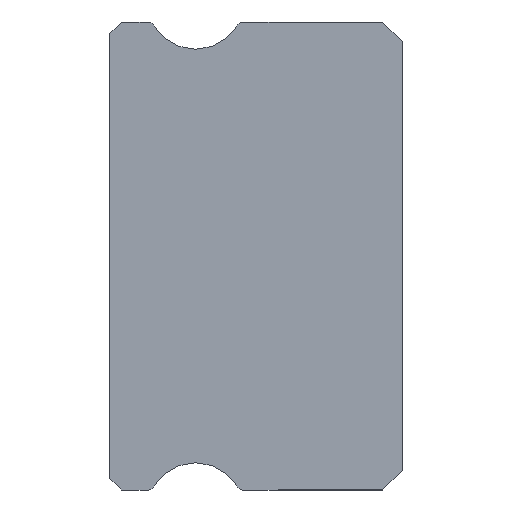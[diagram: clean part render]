
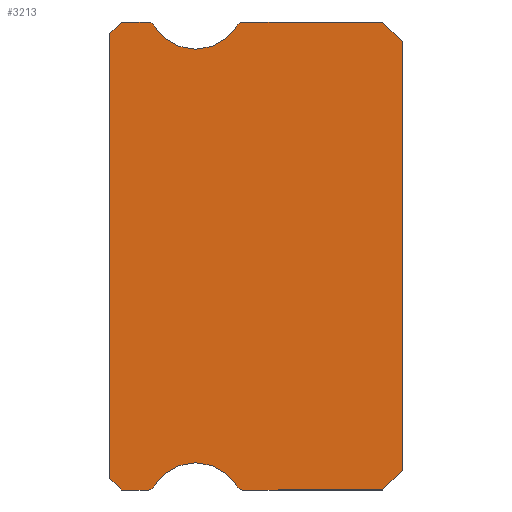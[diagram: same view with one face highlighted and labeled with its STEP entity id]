
A CAD part, left-side view. The second image highlights one B-rep face of the part: STEP entity #3213.
In plain terms, the highlighted planar face has unit normal (-1, 0, 0).
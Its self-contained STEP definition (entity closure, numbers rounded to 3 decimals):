
#11 = CARTESIAN_POINT ( 'NONE',  ( -10., 0.5, -6. ) ) ;
#39 = CARTESIAN_POINT ( 'NONE',  ( -10., 0., 5.5 ) ) ;
#233 = EDGE_LOOP ( 'NONE', ( #5798, #1781, #6315, #3941, #5564, #5311, #4026, #2059, #4814, #6418, #5944, #7449, #2295, #7085, #395, #431, #6210 ) ) ;
#239 = VERTEX_POINT ( 'NONE', #1825 ) ;
#268 = LINE ( 'NONE', #7590, #1456 ) ;
#290 = LINE ( 'NONE', #4004, #6338 ) ;
#294 = EDGE_CURVE ( 'NONE', #2694, #4393, #290, .T. ) ;
#341 = CARTESIAN_POINT ( 'NONE',  ( -10., 6.383, -5.925 ) ) ;
#379 = VECTOR ( 'NONE', #7841, 1000. ) ;
#395 = ORIENTED_EDGE ( 'NONE', *, *, #3349, .F. ) ;
#431 = ORIENTED_EDGE ( 'NONE', *, *, #6712, .F. ) ;
#514 = DIRECTION ( 'NONE',  ( 1., 0., 0. ) ) ;
#565 = DIRECTION ( 'NONE',  ( 0., 1., 0. ) ) ;
#649 = CIRCLE ( 'NONE', #7408, 1.25 ) ;
#720 = DIRECTION ( 'NONE',  ( 0., -1., 0. ) ) ;
#743 = CIRCLE ( 'NONE', #1878, 0.15 ) ;
#842 = CARTESIAN_POINT ( 'NONE',  ( -10., 4.088, -6. ) ) ;
#1005 = FACE_OUTER_BOUND ( 'NONE', #233, .T. ) ;
#1045 = PLANE ( 'NONE',  #1337 ) ;
#1127 = DIRECTION ( 'NONE',  ( 0., 0., 1. ) ) ;
#1152 = LINE ( 'NONE', #3618, #6860 ) ;
#1167 = LINE ( 'NONE', #1198, #379 ) ;
#1181 = VECTOR ( 'NONE', #3830, 1000. ) ;
#1198 = CARTESIAN_POINT ( 'NONE',  ( -10., 0.5, 6. ) ) ;
#1254 = CIRCLE ( 'NONE', #2921, 1.25 ) ;
#1297 = EDGE_CURVE ( 'NONE', #2936, #3117, #1152, .T. ) ;
#1317 = VERTEX_POINT ( 'NONE', #5988 ) ;
#1337 = AXIS2_PLACEMENT_3D ( 'NONE', #5307, #7681, #6582 ) ;
#1456 = VECTOR ( 'NONE', #2100, 1000. ) ;
#1598 = AXIS2_PLACEMENT_3D ( 'NONE', #5408, #514, #4277 ) ;
#1637 = VERTEX_POINT ( 'NONE', #5982 ) ;
#1661 = CARTESIAN_POINT ( 'NONE',  ( -10., 7.5, 5.85 ) ) ;
#1779 = VECTOR ( 'NONE', #720, 1000. ) ;
#1781 = ORIENTED_EDGE ( 'NONE', *, *, #1900, .F. ) ;
#1789 = DIRECTION ( 'NONE',  ( 0., 0., -1. ) ) ;
#1795 = CARTESIAN_POINT ( 'NONE',  ( -10., 7.2, -6. ) ) ;
#1809 = CARTESIAN_POINT ( 'NONE',  ( -10., 5.3, 6.55 ) ) ;
#1825 = CARTESIAN_POINT ( 'NONE',  ( -10., 6.383, 5.925 ) ) ;
#1859 = LINE ( 'NONE', #1795, #2920 ) ;
#1878 = AXIS2_PLACEMENT_3D ( 'NONE', #5473, #4153, #2541 ) ;
#1900 = EDGE_CURVE ( 'NONE', #3748, #3282, #4670, .T. ) ;
#2052 = CARTESIAN_POINT ( 'NONE',  ( -10., 6.512, 5.85 ) ) ;
#2059 = ORIENTED_EDGE ( 'NONE', *, *, #2814, .F. ) ;
#2071 = CARTESIAN_POINT ( 'NONE',  ( -10., 6.512, -6. ) ) ;
#2100 = DIRECTION ( 'NONE',  ( 0., 0.707, -0.707 ) ) ;
#2295 = ORIENTED_EDGE ( 'NONE', *, *, #4703, .F. ) ;
#2532 = AXIS2_PLACEMENT_3D ( 'NONE', #2567, #2610, #3277 ) ;
#2541 = DIRECTION ( 'NONE',  ( 0., 0., -1. ) ) ;
#2543 = LINE ( 'NONE', #4289, #1779 ) ;
#2545 = DIRECTION ( 'NONE',  ( 0., 0., -1. ) ) ;
#2567 = CARTESIAN_POINT ( 'NONE',  ( -10., 4.088, 5.85 ) ) ;
#2577 = EDGE_CURVE ( 'NONE', #1317, #4543, #268, .T. ) ;
#2610 = DIRECTION ( 'NONE',  ( 1., 0., 0. ) ) ;
#2624 = EDGE_CURVE ( 'NONE', #4884, #6517, #4386, .T. ) ;
#2689 = DIRECTION ( 'NONE',  ( 1., 0., 0. ) ) ;
#2694 = VERTEX_POINT ( 'NONE', #4849 ) ;
#2814 = EDGE_CURVE ( 'NONE', #4543, #5539, #5066, .T. ) ;
#2920 = VECTOR ( 'NONE', #6135, 1000. ) ;
#2921 = AXIS2_PLACEMENT_3D ( 'NONE', #4346, #3758, #6191 ) ;
#2936 = VERTEX_POINT ( 'NONE', #7184 ) ;
#3117 = VERTEX_POINT ( 'NONE', #3874 ) ;
#3211 = CARTESIAN_POINT ( 'NONE',  ( -10., 0., 5.5 ) ) ;
#3213 = ADVANCED_FACE ( 'NONE', ( #1005 ), #1045, .F. ) ;
#3277 = DIRECTION ( 'NONE',  ( 0., 0., -1. ) ) ;
#3282 = VERTEX_POINT ( 'NONE', #5352 ) ;
#3349 = EDGE_CURVE ( 'NONE', #239, #4614, #4900, .T. ) ;
#3467 = AXIS2_PLACEMENT_3D ( 'NONE', #2052, #2689, #6959 ) ;
#3618 = CARTESIAN_POINT ( 'NONE',  ( -10., 7.2, 6. ) ) ;
#3742 = DIRECTION ( 'NONE',  ( -1., 0., 0. ) ) ;
#3748 = VERTEX_POINT ( 'NONE', #6887 ) ;
#3758 = DIRECTION ( 'NONE',  ( -1., 0., 0. ) ) ;
#3830 = DIRECTION ( 'NONE',  ( 0., 0., 1. ) ) ;
#3874 = CARTESIAN_POINT ( 'NONE',  ( -10., 7.2, 6. ) ) ;
#3941 = ORIENTED_EDGE ( 'NONE', *, *, #4187, .T. ) ;
#3992 = VERTEX_POINT ( 'NONE', #39 ) ;
#4004 = CARTESIAN_POINT ( 'NONE',  ( -10., 6.512, 6. ) ) ;
#4024 = VECTOR ( 'NONE', #6269, 1000. ) ;
#4026 = ORIENTED_EDGE ( 'NONE', *, *, #6068, .F. ) ;
#4027 = AXIS2_PLACEMENT_3D ( 'NONE', #1809, #3742, #2545 ) ;
#4153 = DIRECTION ( 'NONE',  ( 1., 0., 0. ) ) ;
#4166 = DIRECTION ( 'NONE',  ( -1., 0., 0. ) ) ;
#4187 = EDGE_CURVE ( 'NONE', #1637, #6517, #2543, .T. ) ;
#4277 = DIRECTION ( 'NONE',  ( 0., 0., -1. ) ) ;
#4289 = CARTESIAN_POINT ( 'NONE',  ( -10., 6.512, -6. ) ) ;
#4311 = CARTESIAN_POINT ( 'NONE',  ( -10., 7.5, 5.7 ) ) ;
#4346 = CARTESIAN_POINT ( 'NONE',  ( -10., 5.3, -6.55 ) ) ;
#4347 = DIRECTION ( 'NONE',  ( 0., 0.707, -0.707 ) ) ;
#4386 = CIRCLE ( 'NONE', #1598, 0.15 ) ;
#4393 = VERTEX_POINT ( 'NONE', #4646 ) ;
#4543 = VERTEX_POINT ( 'NONE', #11 ) ;
#4614 = VERTEX_POINT ( 'NONE', #7215 ) ;
#4624 = EDGE_CURVE ( 'NONE', #3748, #1637, #1859, .T. ) ;
#4646 = CARTESIAN_POINT ( 'NONE',  ( -10., 0.5, 6. ) ) ;
#4667 = VECTOR ( 'NONE', #1127, 1000. ) ;
#4670 = LINE ( 'NONE', #1661, #4667 ) ;
#4703 = EDGE_CURVE ( 'NONE', #6380, #2694, #5986, .T. ) ;
#4814 = ORIENTED_EDGE ( 'NONE', *, *, #2577, .F. ) ;
#4849 = CARTESIAN_POINT ( 'NONE',  ( -10., 4.088, 6. ) ) ;
#4877 = VERTEX_POINT ( 'NONE', #7235 ) ;
#4884 = VERTEX_POINT ( 'NONE', #341 ) ;
#4900 = CIRCLE ( 'NONE', #4027, 1.25 ) ;
#5025 = EDGE_CURVE ( 'NONE', #4614, #6380, #649, .T. ) ;
#5061 = LINE ( 'NONE', #3211, #1181 ) ;
#5066 = LINE ( 'NONE', #2071, #4024 ) ;
#5083 = VECTOR ( 'NONE', #4347, 1000. ) ;
#5307 = CARTESIAN_POINT ( 'NONE',  ( -10., 6.512, 5.85 ) ) ;
#5311 = ORIENTED_EDGE ( 'NONE', *, *, #7414, .F. ) ;
#5352 = CARTESIAN_POINT ( 'NONE',  ( -10., 7.5, 5.7 ) ) ;
#5397 = CIRCLE ( 'NONE', #3467, 0.15 ) ;
#5408 = CARTESIAN_POINT ( 'NONE',  ( -10., 6.512, -5.85 ) ) ;
#5473 = CARTESIAN_POINT ( 'NONE',  ( -10., 4.088, -5.85 ) ) ;
#5539 = VERTEX_POINT ( 'NONE', #842 ) ;
#5564 = ORIENTED_EDGE ( 'NONE', *, *, #2624, .F. ) ;
#5593 = LINE ( 'NONE', #4311, #5083 ) ;
#5798 = ORIENTED_EDGE ( 'NONE', *, *, #5825, .T. ) ;
#5825 = EDGE_CURVE ( 'NONE', #3117, #3282, #5593, .T. ) ;
#5864 = CARTESIAN_POINT ( 'NONE',  ( -10., 4.217, 5.925 ) ) ;
#5944 = ORIENTED_EDGE ( 'NONE', *, *, #7568, .F. ) ;
#5982 = CARTESIAN_POINT ( 'NONE',  ( -10., 7.2, -6. ) ) ;
#5986 = CIRCLE ( 'NONE', #2532, 0.15 ) ;
#5988 = CARTESIAN_POINT ( 'NONE',  ( -10., 0., -5.5 ) ) ;
#6068 = EDGE_CURVE ( 'NONE', #5539, #4877, #743, .T. ) ;
#6134 = CARTESIAN_POINT ( 'NONE',  ( -10., 6.512, -6. ) ) ;
#6135 = DIRECTION ( 'NONE',  ( 0., -0.707, -0.707 ) ) ;
#6191 = DIRECTION ( 'NONE',  ( 0., 0., -1. ) ) ;
#6210 = ORIENTED_EDGE ( 'NONE', *, *, #1297, .T. ) ;
#6269 = DIRECTION ( 'NONE',  ( 0., 1., 0. ) ) ;
#6315 = ORIENTED_EDGE ( 'NONE', *, *, #4624, .T. ) ;
#6338 = VECTOR ( 'NONE', #6998, 1000. ) ;
#6380 = VERTEX_POINT ( 'NONE', #5864 ) ;
#6418 = ORIENTED_EDGE ( 'NONE', *, *, #6828, .T. ) ;
#6517 = VERTEX_POINT ( 'NONE', #6134 ) ;
#6562 = CARTESIAN_POINT ( 'NONE',  ( -10., 5.3, 6.55 ) ) ;
#6582 = DIRECTION ( 'NONE',  ( 0., 0., -1. ) ) ;
#6712 = EDGE_CURVE ( 'NONE', #2936, #239, #5397, .T. ) ;
#6828 = EDGE_CURVE ( 'NONE', #1317, #3992, #5061, .T. ) ;
#6860 = VECTOR ( 'NONE', #565, 1000. ) ;
#6887 = CARTESIAN_POINT ( 'NONE',  ( -10., 7.5, -5.7 ) ) ;
#6959 = DIRECTION ( 'NONE',  ( 0., 0., -1. ) ) ;
#6998 = DIRECTION ( 'NONE',  ( 0., -1., 0. ) ) ;
#7085 = ORIENTED_EDGE ( 'NONE', *, *, #5025, .F. ) ;
#7184 = CARTESIAN_POINT ( 'NONE',  ( -10., 6.512, 6. ) ) ;
#7215 = CARTESIAN_POINT ( 'NONE',  ( -10., 5.3, 5.3 ) ) ;
#7235 = CARTESIAN_POINT ( 'NONE',  ( -10., 4.217, -5.925 ) ) ;
#7408 = AXIS2_PLACEMENT_3D ( 'NONE', #6562, #4166, #1789 ) ;
#7414 = EDGE_CURVE ( 'NONE', #4877, #4884, #1254, .T. ) ;
#7449 = ORIENTED_EDGE ( 'NONE', *, *, #294, .F. ) ;
#7568 = EDGE_CURVE ( 'NONE', #4393, #3992, #1167, .T. ) ;
#7590 = CARTESIAN_POINT ( 'NONE',  ( -10., 0., -5.5 ) ) ;
#7681 = DIRECTION ( 'NONE',  ( 1., 0., 0. ) ) ;
#7841 = DIRECTION ( 'NONE',  ( 0., -0.707, -0.707 ) ) ;
